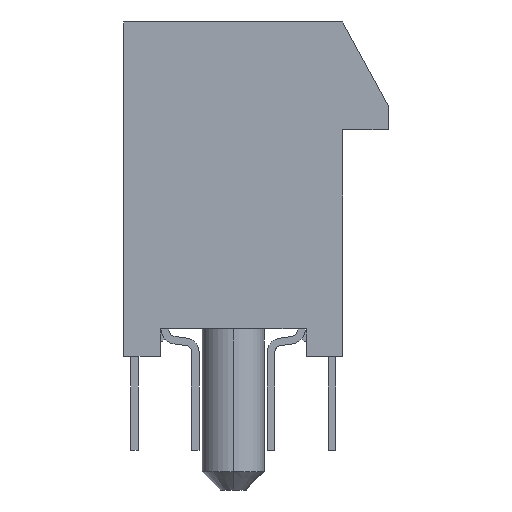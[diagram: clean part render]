
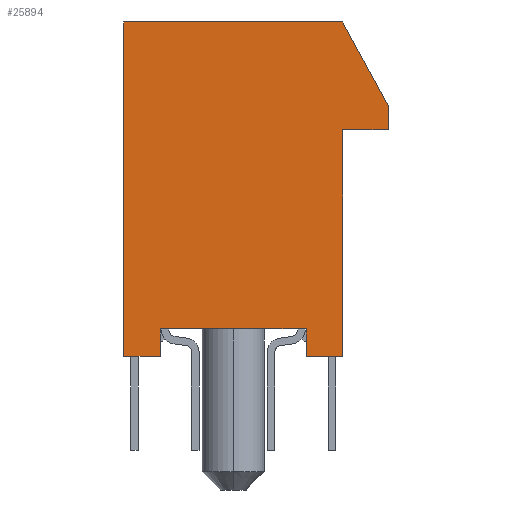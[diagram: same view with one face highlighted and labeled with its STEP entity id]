
A CAD part, left-side view. The second image highlights one B-rep face of the part: STEP entity #25894.
In plain terms, the highlighted planar face has unit normal (-1, 0, 0).
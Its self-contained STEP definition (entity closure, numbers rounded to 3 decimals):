
#13=DIRECTION('',(0.,1.,0.));
#14=VECTOR('',#13,4.8);
#15=CARTESIAN_POINT('',(-19.5,-2.4,-10.1));
#16=LINE('',#15,#14);
#17=DIRECTION('',(0.,0.,-1.));
#18=VECTOR('',#17,0.9);
#19=CARTESIAN_POINT('',(-19.5,2.4,-10.1));
#20=LINE('',#19,#18);
#21=DIRECTION('',(0.,-1.,0.));
#22=VECTOR('',#21,7.2);
#23=CARTESIAN_POINT('',(-19.5,3.6,0.));
#24=LINE('',#23,#22);
#25=DIRECTION('',(0.,-0.479,-0.878));
#26=VECTOR('',#25,3.132);
#27=CARTESIAN_POINT('',(-19.5,-3.6,0.));
#28=LINE('',#27,#26);
#29=DIRECTION('',(0.,0.,-1.));
#30=VECTOR('',#29,0.8);
#31=CARTESIAN_POINT('',(-19.5,-5.1,-2.75));
#32=LINE('',#31,#30);
#33=DIRECTION('',(0.,1.,0.));
#34=VECTOR('',#33,1.5);
#35=CARTESIAN_POINT('',(-19.5,-5.1,-3.55));
#36=LINE('',#35,#34);
#1163=DIRECTION('',(0.,0.,1.));
#1164=VECTOR('',#1163,7.45);
#1165=CARTESIAN_POINT('',(-19.5,-3.6,-11.));
#1166=LINE('',#1165,#1164);
#1217=DIRECTION('',(0.,0.,1.));
#1218=VECTOR('',#1217,11.);
#1219=CARTESIAN_POINT('',(-19.5,3.6,-11.));
#1220=LINE('',#1219,#1218);
#1225=DIRECTION('',(0.,1.,0.));
#1226=VECTOR('',#1225,1.2);
#1227=CARTESIAN_POINT('',(-19.5,-3.6,-11.));
#1228=LINE('',#1227,#1226);
#1245=DIRECTION('',(0.,1.,0.));
#1246=VECTOR('',#1245,1.2);
#1247=CARTESIAN_POINT('',(-19.5,2.4,-11.));
#1248=LINE('',#1247,#1246);
#1289=DIRECTION('',(0.,0.,-1.));
#1290=VECTOR('',#1289,0.9);
#1291=CARTESIAN_POINT('',(-19.5,-2.4,-10.1));
#1292=LINE('',#1291,#1290);
#19641=CARTESIAN_POINT('',(-19.5,3.6,0.));
#19642=CARTESIAN_POINT('',(-19.5,-3.6,0.));
#19643=VERTEX_POINT('',#19641);
#19644=VERTEX_POINT('',#19642);
#19649=CARTESIAN_POINT('',(-19.5,-5.1,-2.75));
#19650=VERTEX_POINT('',#19649);
#19651=CARTESIAN_POINT('',(-19.5,-5.1,-3.55));
#19652=VERTEX_POINT('',#19651);
#19653=CARTESIAN_POINT('',(-19.5,-3.6,-3.55));
#19654=VERTEX_POINT('',#19653);
#19661=CARTESIAN_POINT('',(-19.5,-3.6,-11.));
#19662=CARTESIAN_POINT('',(-19.5,-2.4,-11.));
#19663=VERTEX_POINT('',#19661);
#19664=VERTEX_POINT('',#19662);
#19669=CARTESIAN_POINT('',(-19.5,3.6,-11.));
#19671=VERTEX_POINT('',#19669);
#19675=CARTESIAN_POINT('',(-19.5,2.4,-11.));
#19676=VERTEX_POINT('',#19675);
#19693=CARTESIAN_POINT('',(-19.5,2.4,-10.1));
#19695=VERTEX_POINT('',#19693);
#19701=CARTESIAN_POINT('',(-19.5,-2.4,-10.1));
#19702=VERTEX_POINT('',#19701);
#25865=CARTESIAN_POINT('',(-19.5,0.,0.));
#25866=DIRECTION('',(1.,0.,0.));
#25867=DIRECTION('',(0.,0.,-1.));
#25868=AXIS2_PLACEMENT_3D('',#25865,#25866,#25867);
#25869=PLANE('',#25868);
#25871=ORIENTED_EDGE('',*,*,#25870,.T.);
#25873=ORIENTED_EDGE('',*,*,#25872,.T.);
#25875=ORIENTED_EDGE('',*,*,#25874,.T.);
#25877=ORIENTED_EDGE('',*,*,#25876,.T.);
#25879=ORIENTED_EDGE('',*,*,#25878,.T.);
#25881=ORIENTED_EDGE('',*,*,#25880,.T.);
#25883=ORIENTED_EDGE('',*,*,#25882,.T.);
#25885=ORIENTED_EDGE('',*,*,#25884,.T.);
#25887=ORIENTED_EDGE('',*,*,#25886,.F.);
#25889=ORIENTED_EDGE('',*,*,#25888,.T.);
#25891=ORIENTED_EDGE('',*,*,#25890,.F.);
#25892=EDGE_LOOP('',(#25871,#25873,#25875,#25877,#25879,#25881,#25883,#25885,
#25887,#25889,#25891));
#25893=FACE_OUTER_BOUND('',#25892,.F.);
#25870=EDGE_CURVE('',#19702,#19695,#16,.T.);
#25872=EDGE_CURVE('',#19695,#19676,#20,.T.);
#25874=EDGE_CURVE('',#19676,#19671,#1248,.T.);
#25876=EDGE_CURVE('',#19671,#19643,#1220,.T.);
#25878=EDGE_CURVE('',#19643,#19644,#24,.T.);
#25880=EDGE_CURVE('',#19644,#19650,#28,.T.);
#25882=EDGE_CURVE('',#19650,#19652,#32,.T.);
#25884=EDGE_CURVE('',#19652,#19654,#36,.T.);
#25886=EDGE_CURVE('',#19663,#19654,#1166,.T.);
#25888=EDGE_CURVE('',#19663,#19664,#1228,.T.);
#25890=EDGE_CURVE('',#19702,#19664,#1292,.T.);
#25894=ADVANCED_FACE('',(#25893),#25869,.F.);
